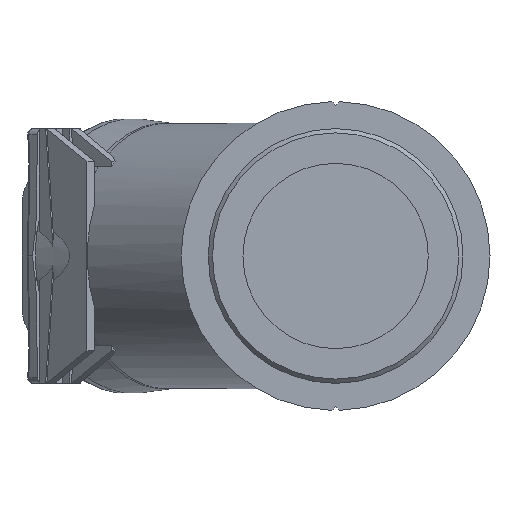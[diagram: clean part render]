
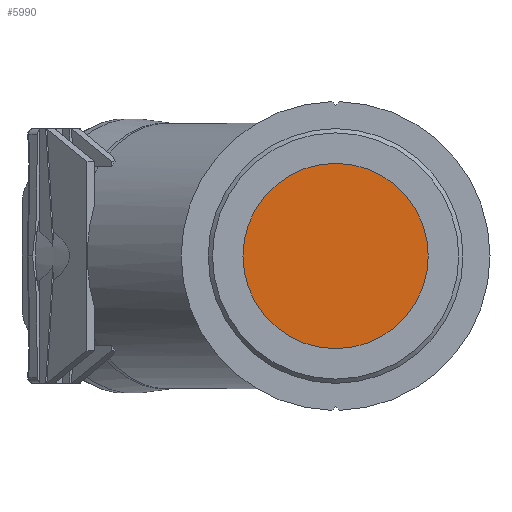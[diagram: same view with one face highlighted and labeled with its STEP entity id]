
A CAD part, left-side view. The second image highlights one B-rep face of the part: STEP entity #5990.
In plain terms, the highlighted planar face has unit normal (-1, 0, 0).
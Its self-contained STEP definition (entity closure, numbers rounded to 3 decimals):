
#1092 = EDGE_CURVE ( 'NONE', #10528, #10528, #9670, .T. ) ;
#3850 = AXIS2_PLACEMENT_3D ( 'NONE', #10868, #10869, #10870 ) ;
#3960 = AXIS2_PLACEMENT_3D ( 'NONE', #5527, #5537, #5538 ) ;
#5276 = CARTESIAN_POINT ( 'NONE',  ( -133., 0., 120. ) ) ;
#5527 = CARTESIAN_POINT ( 'NONE',  ( -133., 0., 0. ) ) ;
#5535 = PLANE ( 'NONE',  #3960 ) ;
#5537 = DIRECTION ( 'NONE',  ( -1., 0., 0. ) ) ;
#5538 = DIRECTION ( 'NONE',  ( 0., 0., 1. ) ) ;
#5990 = ADVANCED_FACE ( 'NONE', ( #9847 ), #5535, .T. ) ;
#7348 = EDGE_LOOP ( 'NONE', ( #8792 ) ) ;
#8792 = ORIENTED_EDGE ( 'NONE', *, *, #1092, .T. ) ;
#9670 = CIRCLE ( 'NONE', #3850, 120. ) ;
#9847 = FACE_OUTER_BOUND ( 'NONE', #7348, .T. ) ;
#10528 = VERTEX_POINT ( 'NONE', #5276 ) ;
#10868 = CARTESIAN_POINT ( 'NONE',  ( -133., 0., 0. ) ) ;
#10869 = DIRECTION ( 'NONE',  ( -1., 0., 0. ) ) ;
#10870 = DIRECTION ( 'NONE',  ( 0., 0., 1. ) ) ;
